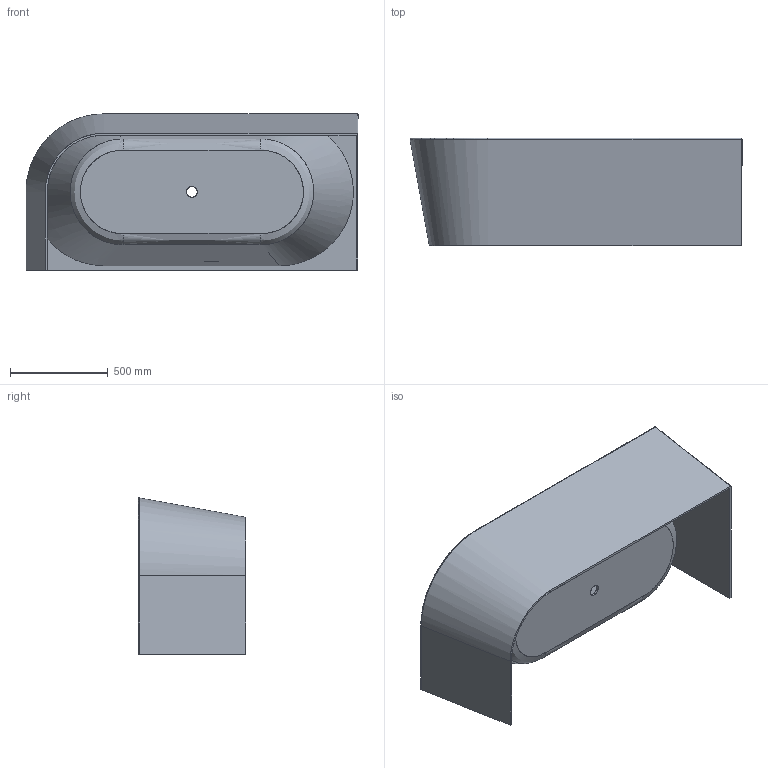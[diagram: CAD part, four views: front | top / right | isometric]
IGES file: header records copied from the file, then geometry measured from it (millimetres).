
Start section: SolidWorks IGES file using analytic representation for surfaces
Global section: file name: S117 1700.IGS; native system: SolidWorks 2018; preprocessor: SolidWorks 2018; author: ajln; date: 200918.123910; units: millimetre
Bounding box: 1699.01 x 550 x 799.01 mm (x, y, z)
Surface area: 7851996.5 mm2 (no closed solid volume)
Topology: 0 solids, 0 shells, 62 faces, 1584 edges, 1579 vertices
Faces by surface type: bspline 38, revolution 24
